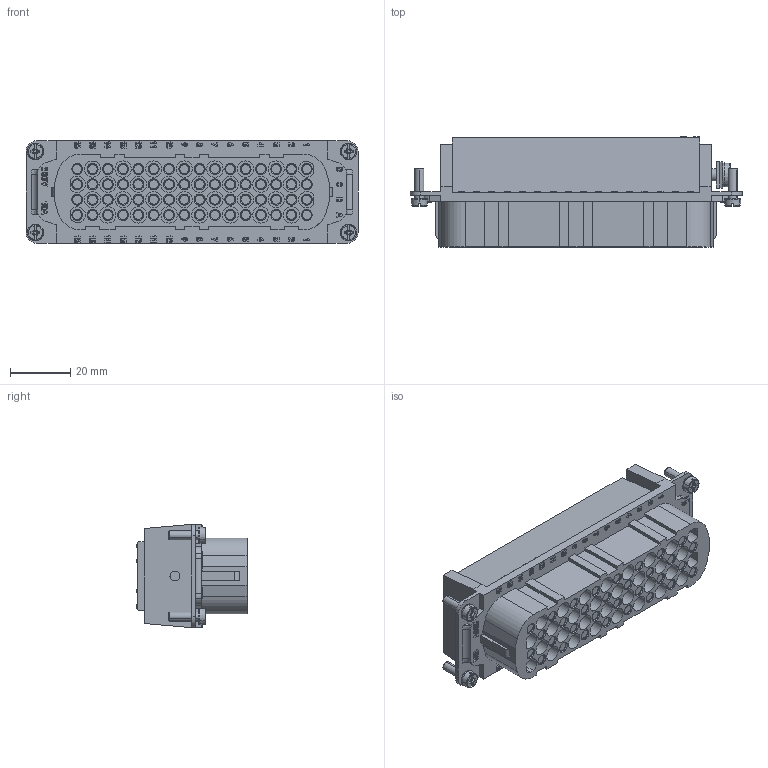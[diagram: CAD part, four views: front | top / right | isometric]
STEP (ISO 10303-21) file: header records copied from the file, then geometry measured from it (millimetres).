
FILE_DESCRIPTION(/* description */ (''),/* implementation_level */ '2;1');
FILE_NAME(/* name */ 'C146_10B064_000_2.stp',/* time_stamp */ '2016-04-12T15:28:56+02:00',/* author */ (''),/* organization */ (''),/* preprocessor_version */ 'ST-DEVELOPER v15',/* originating_system */ 'SIEMENS PLM Software NX 9.0',/* authorisation */ '');
FILE_SCHEMA (('CONFIG_CONTROL_DESIGN'));
Length unit declared in the file: millimetre
Products named in the file (1): c146 10b064 500 2nxm001-04
Bounding box: 110.2 x 36.52 x 34 mm (x, y, z)
Volume: 80369.3 mm3; surface area: 20361.7 mm2
Topology: 1 solids, 1 shells, 1779 faces, 4413 edges, 2964 vertices
Faces by surface type: plane 1245, cylinder 390, cone 110, torus 16, extrusion 12, bspline 6
Full cylindrical faces by diameter (mm): 0.24 x4, 0.48 x12, 0.5 x4, 3.036 x16, 3.05 x48, 3.3 x1, 4 x2, 4.5 x64, 5.4 x27, 8 x1
Entity records: 51036 total; most frequent: CARTESIAN_POINT 9919, DIRECTION 8286, ORIENTED_EDGE 8068, EDGE_CURVE 4034, VECTOR 2898, LINE 2886, VERTEX_POINT 2830, AXIS2_PLACEMENT_3D 2694
